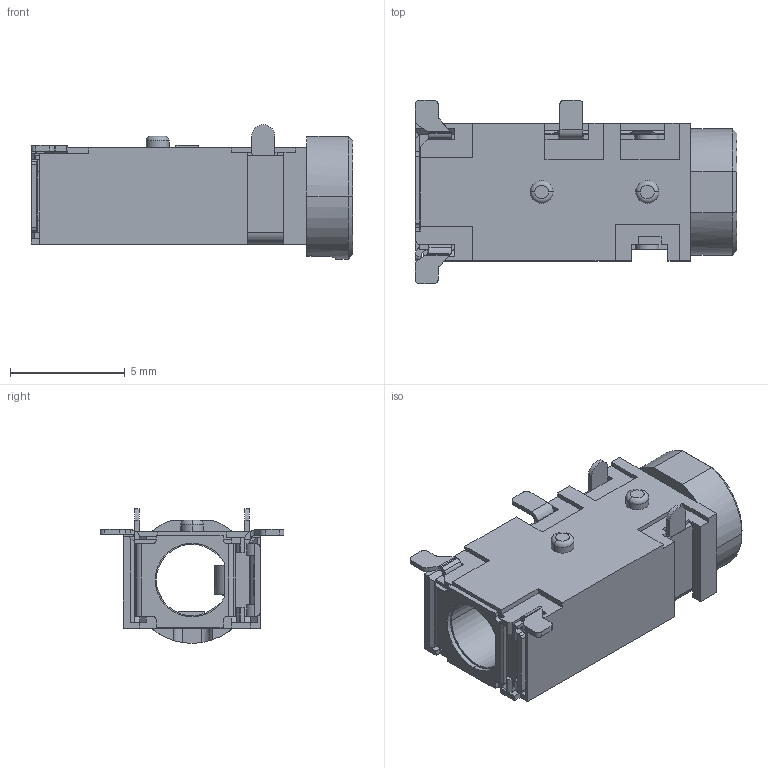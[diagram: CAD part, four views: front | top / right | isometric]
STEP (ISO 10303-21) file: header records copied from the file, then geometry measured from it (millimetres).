
FILE_DESCRIPTION (( 'STEP AP214' ), '1' );
FILE_NAME ('CUI_DEVICES_SJ2-35464B-SMT-TR.step', '2019-10-20T23:00:00', ( '' ), ( '' ), 'SwSTEP 2.0', 'SolidWorks 2019', '' );
FILE_SCHEMA (( 'AUTOMOTIVE_DESIGN' ));
Length unit declared in the file: inch
Products named in the file (1): CUI_DEVICES_SJ2-35464B-SMT-TR
Bounding box: 14 x 8 x 5.85 mm (x, y, z)
Volume: 193.7 mm3; surface area: 629.9 mm2
Topology: 1 solids, 3 shells, 527 faces, 1543 edges, 1012 vertices
Faces by surface type: plane 339, cylinder 165, torus 7, cone 7, bspline 5, sphere 4
Entity records: 24531 total; most frequent: CARTESIAN_POINT 3855, ORIENTED_EDGE 3066, DIRECTION 2700, EDGE_CURVE 1533, LINE 1090, VECTOR 1090, VERTEX_POINT 1006, AXIS2_PLACEMENT_3D 805
